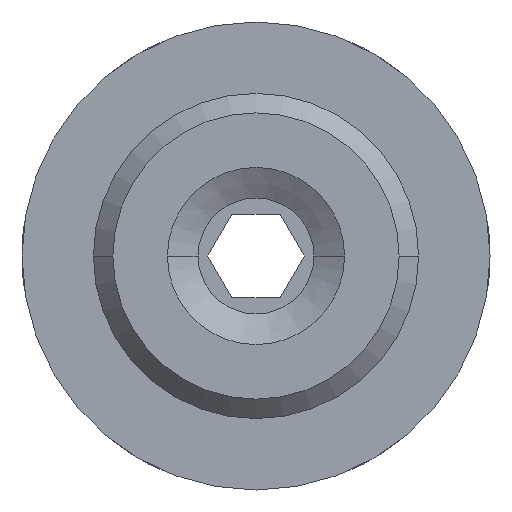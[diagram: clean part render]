
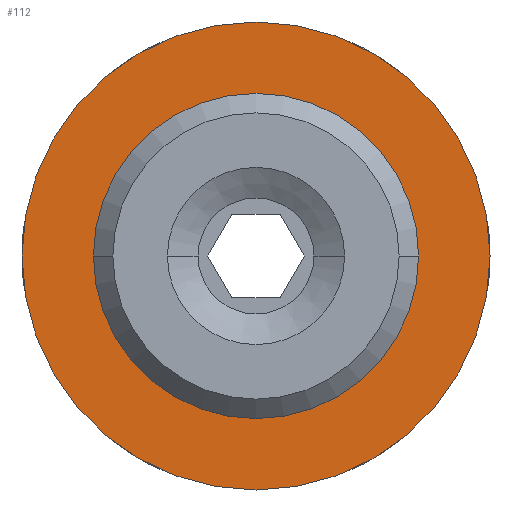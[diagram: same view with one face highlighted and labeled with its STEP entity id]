
A CAD part, front view. The second image highlights one B-rep face of the part: STEP entity #112.
In plain terms, the highlighted planar face has unit normal (0, -1, 0).
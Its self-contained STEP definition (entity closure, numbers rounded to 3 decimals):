
#112=ADVANCED_FACE('',(#259,#260),#261,.T.);
#259=FACE_OUTER_BOUND('',#414,.T.);
#260=FACE_BOUND('',#415,.T.);
#261=PLANE('',#416);
#414=EDGE_LOOP('',(#923,#924));
#415=EDGE_LOOP('',(#925,#926));
#416=AXIS2_PLACEMENT_3D('',#927,#928,#929);
#923=ORIENTED_EDGE('',*,*,#1003,.F.);
#924=ORIENTED_EDGE('',*,*,#1146,.F.);
#925=ORIENTED_EDGE('',*,*,#1009,.T.);
#926=ORIENTED_EDGE('',*,*,#1145,.T.);
#927=CARTESIAN_POINT('',(5.932,-2.0,0.0));
#928=DIRECTION('',(-0.0,-1.0,-0.0));
#929=DIRECTION('',(-1.0,0.0,0.0));
#1003=EDGE_CURVE('',#1184,#1187,#1188,.T.);
#1009=EDGE_CURVE('',#1193,#1197,#1199,.T.);
#1145=EDGE_CURVE('',#1197,#1193,#1415,.T.);
#1146=EDGE_CURVE('',#1187,#1184,#1416,.T.);
#1184=VERTEX_POINT('',#1458);
#1187=VERTEX_POINT('',#1462);
#1188=CIRCLE('',#1463,7.0);
#1193=VERTEX_POINT('',#1469);
#1197=VERTEX_POINT('',#1474);
#1199=CIRCLE('',#1477,4.864);
#1415=CIRCLE('',#2009,4.864);
#1416=CIRCLE('',#2010,7.0);
#1458=CARTESIAN_POINT('',(7.0,-2.0,0.0));
#1462=CARTESIAN_POINT('',(-7.0,-2.0,0.));
#1463=AXIS2_PLACEMENT_3D('',#2064,#2065,#2066);
#1469=CARTESIAN_POINT('',(4.864,-2.0,0.0));
#1474=CARTESIAN_POINT('',(-4.864,-2.0,0.));
#1477=AXIS2_PLACEMENT_3D('',#2076,#2077,#2078);
#2009=AXIS2_PLACEMENT_3D('',#2308,#2309,#2310);
#2010=AXIS2_PLACEMENT_3D('',#2311,#2312,#2313);
#2064=CARTESIAN_POINT('',(0.0,-2.0,0.0));
#2065=DIRECTION('',(-0.0,1.0,0.0));
#2066=DIRECTION('',(1.0,0.0,0.0));
#2076=CARTESIAN_POINT('',(0.0,-2.0,0.0));
#2077=DIRECTION('',(-0.0,1.0,0.0));
#2078=DIRECTION('',(1.0,0.0,0.0));
#2308=CARTESIAN_POINT('',(0.0,-2.0,0.0));
#2309=DIRECTION('',(-0.0,1.0,0.0));
#2310=DIRECTION('',(1.0,0.0,0.0));
#2311=CARTESIAN_POINT('',(0.0,-2.0,0.0));
#2312=DIRECTION('',(-0.0,1.0,0.0));
#2313=DIRECTION('',(1.0,0.0,0.0));
